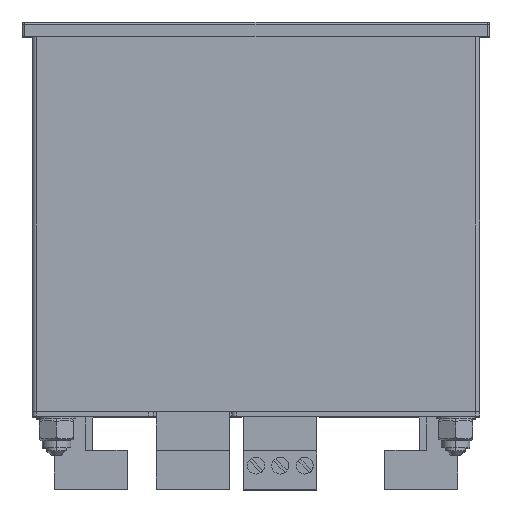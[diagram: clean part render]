
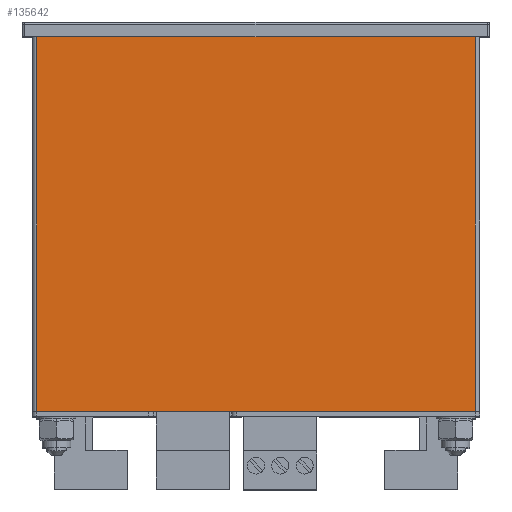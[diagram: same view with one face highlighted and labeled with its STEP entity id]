
A CAD part, top view. The second image highlights one B-rep face of the part: STEP entity #135642.
In plain terms, the highlighted planar face has unit normal (0, 0, 1).
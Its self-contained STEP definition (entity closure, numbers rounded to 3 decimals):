
#135525=CARTESIAN_POINT('',(45.,0.,46.));
#135526=VERTEX_POINT('',#135525);
#135527=CARTESIAN_POINT('',(-45.,0.,46.));
#135528=VERTEX_POINT('',#135527);
#135529=CARTESIAN_POINT('',(45.,0.,46.));
#135530=DIRECTION('',(-1.,0.,0.));
#135531=VECTOR('',#135530,90.);
#135532=LINE('',#135529,#135531);
#135533=EDGE_CURVE('',#135526,#135528,#135532,.T.);
#135612=CARTESIAN_POINT('',(46.,-77.,46.));
#135613=DIRECTION('',(0.,0.,-1.));
#135614=DIRECTION('',(-1.,0.,0.));
#135615=AXIS2_PLACEMENT_3D('',#135612,#135613,#135614);
#135616=PLANE('',#135615);
#135617=CARTESIAN_POINT('',(45.,-77.,46.));
#135618=VERTEX_POINT('',#135617);
#135619=CARTESIAN_POINT('',(-45.,-77.,46.));
#135620=VERTEX_POINT('',#135619);
#135621=CARTESIAN_POINT('',(45.,-77.,46.));
#135622=DIRECTION('',(-1.,0.,0.));
#135623=VECTOR('',#135622,90.);
#135624=LINE('',#135621,#135623);
#135625=EDGE_CURVE('',#135618,#135620,#135624,.T.);
#135626=ORIENTED_EDGE('',*,*,#135625,.F.);
#135627=CARTESIAN_POINT('',(45.,-77.,46.));
#135628=DIRECTION('',(0.,1.,0.));
#135629=VECTOR('',#135628,77.);
#135630=LINE('',#135627,#135629);
#135631=EDGE_CURVE('',#135618,#135526,#135630,.T.);
#135632=ORIENTED_EDGE('',*,*,#135631,.T.);
#135633=ORIENTED_EDGE('',*,*,#135533,.T.);
#135634=CARTESIAN_POINT('',(-45.,0.,46.));
#135635=DIRECTION('',(-0.,-1.,-0.));
#135636=VECTOR('',#135635,77.);
#135637=LINE('',#135634,#135636);
#135638=EDGE_CURVE('',#135528,#135620,#135637,.T.);
#135639=ORIENTED_EDGE('',*,*,#135638,.T.);
#135640=EDGE_LOOP('',(#135626,#135632,#135633,#135639));
#135641=FACE_BOUND('',#135640,.T.);
#135642=ADVANCED_FACE('',(#135641),#135616,.F.);
